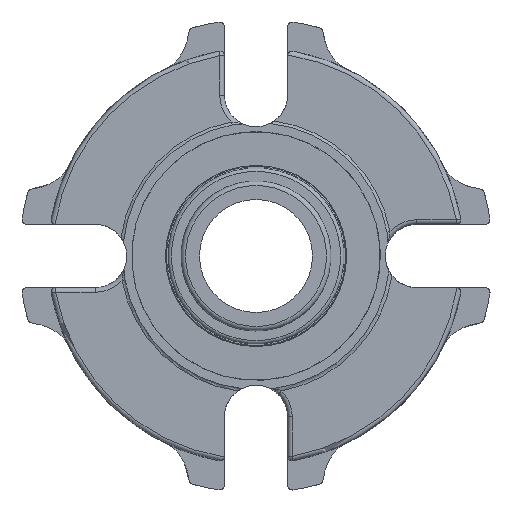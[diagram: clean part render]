
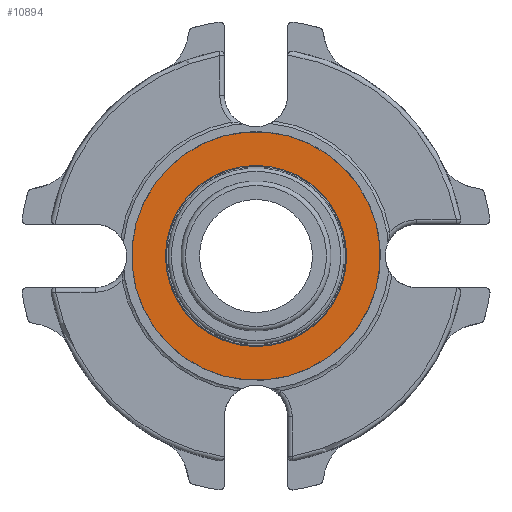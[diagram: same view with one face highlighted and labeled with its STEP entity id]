
A CAD part, front view. The second image highlights one B-rep face of the part: STEP entity #10894.
In plain terms, the highlighted planar face has unit normal (0, -1, 0).
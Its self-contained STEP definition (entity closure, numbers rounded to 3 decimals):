
#1291=PLANE('',#11393);
#1445=ORIENTED_EDGE('',*,*,#3759,.T.);
#1446=ORIENTED_EDGE('',*,*,#3757,.T.);
#3757=EDGE_CURVE('',#4914,#4914,#5658,.T.);
#3759=EDGE_CURVE('',#4916,#4916,#5660,.T.);
#4914=VERTEX_POINT('',#14688);
#4916=VERTEX_POINT('',#14693);
#5658=CIRCLE('',#11391,27.483);
#5660=CIRCLE('',#11394,20.003);
#6144=EDGE_LOOP('',(#1445));
#6145=EDGE_LOOP('',(#1446));
#6717=FACE_BOUND('',#6144,.T.);
#6718=FACE_BOUND('',#6145,.T.);
#10894=ADVANCED_FACE('',(#6717,#6718),#1291,.F.);
#11391=AXIS2_PLACEMENT_3D('',#14687,#12350,#12351);
#11393=AXIS2_PLACEMENT_3D('',#14691,#12354,#12355);
#11394=AXIS2_PLACEMENT_3D('',#14692,#12356,#12357);
#12350=DIRECTION('',(0.,-1.,0.));
#12351=DIRECTION('',(-0.707,0.,0.707));
#12354=DIRECTION('',(0.,1.,0.));
#12355=DIRECTION('',(0.707,0.,-0.707));
#12356=DIRECTION('',(0.,1.,0.));
#12357=DIRECTION('',(0.,0.,1.));
#14687=CARTESIAN_POINT('',(0.,-2.794,0.));
#14688=CARTESIAN_POINT('',(-19.433,-2.794,19.433));
#14691=CARTESIAN_POINT('',(-19.433,-2.794,19.433));
#14692=CARTESIAN_POINT('',(0.,-2.794,0.));
#14693=CARTESIAN_POINT('',(0.,-2.794,20.003));
